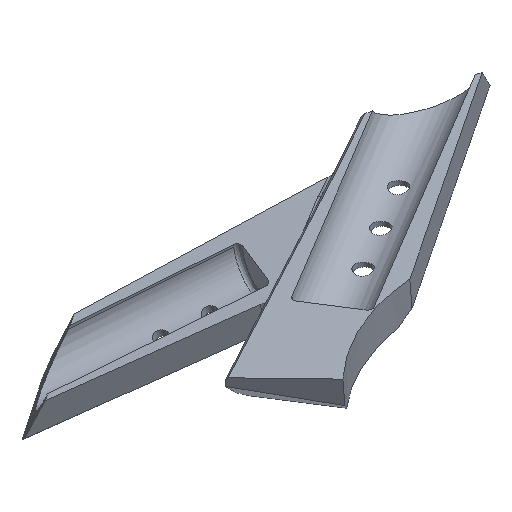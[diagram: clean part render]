
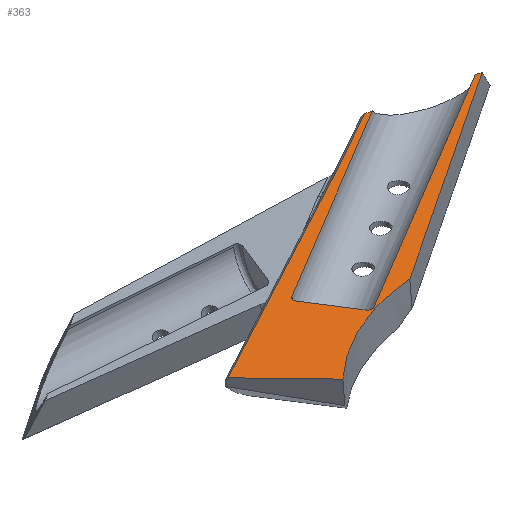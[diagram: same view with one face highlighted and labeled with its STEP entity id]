
A CAD part, isometric view. The second image highlights one B-rep face of the part: STEP entity #363.
In plain terms, the highlighted planar face has unit normal (-0.08, 0, 0.997).
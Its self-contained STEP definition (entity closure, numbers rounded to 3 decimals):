
#16 = VECTOR ( 'NONE', #3586, 1000. ) ;
#89 = CARTESIAN_POINT ( 'NONE',  ( -721.545, 599.648, 135.22 ) ) ;
#90 = FACE_OUTER_BOUND ( 'NONE', #2849, .T. ) ;
#138 = CARTESIAN_POINT ( 'NONE',  ( -484.914, 730.141, 154.232 ) ) ;
#326 = AXIS2_PLACEMENT_3D ( 'NONE', #2297, #2287, #2282 ) ;
#345 = VECTOR ( 'NONE', #609, 1000. ) ;
#353 = CARTESIAN_POINT ( 'NONE',  ( -792.647, 499.788, 129.508 ) ) ;
#363 = ADVANCED_FACE ( 'NONE', ( #90 ), #2337, .T. ) ;
#417 = CARTESIAN_POINT ( 'NONE',  ( -819.317, 499.869, 127.365 ) ) ;
#510 = CARTESIAN_POINT ( 'NONE',  ( -896.462, 511.507, 121.167 ) ) ;
#517 = CARTESIAN_POINT ( 'NONE',  ( -792.647, 499.788, 129.508 ) ) ;
#525 = CARTESIAN_POINT ( 'NONE',  ( -844.069, 490.024, 125.376 ) ) ;
#543 = DIRECTION ( 'NONE',  ( -0.943, 0.323, -0.076 ) ) ;
#559 = CARTESIAN_POINT ( 'NONE',  ( -669.069, 581.695, 139.436 ) ) ;
#562 = CARTESIAN_POINT ( 'NONE',  ( -466.039, 696.564, 155.748 ) ) ;
#609 = DIRECTION ( 'NONE',  ( -0.943, 0.323, -0.076 ) ) ;
#618 = LINE ( 'NONE', #3634, #16 ) ;
#624 = DIRECTION ( 'NONE',  ( -0.868, -0.491, -0.07 ) ) ;
#688 = LINE ( 'NONE', #1175, #345 ) ;
#693 = VERTEX_POINT ( 'NONE', #510 ) ;
#724 = VERTEX_POINT ( 'NONE', #517 ) ;
#788 = CARTESIAN_POINT ( 'NONE',  ( -760.171, 579.459, 132.117 ) ) ;
#899 = CARTESIAN_POINT ( 'NONE',  ( -721.545, 599.648, 135.22 ) ) ;
#963 = CARTESIAN_POINT ( 'NONE',  ( -717.815, 598.372, 135.52 ) ) ;
#971 = CARTESIAN_POINT ( 'NONE',  ( -863.364, 471.664, 123.826 ) ) ;
#978 = CARTESIAN_POINT ( 'NONE',  ( -817.238, 497.865, 127.532 ) ) ;
#993 = DIRECTION ( 'NONE',  ( 0.638, -0.768, 0.051 ) ) ;
#1008 = CARTESIAN_POINT ( 'NONE',  ( -896.462, 511.507, 121.167 ) ) ;
#1175 = CARTESIAN_POINT ( 'NONE',  ( -665.822, 580.584, 139.697 ) ) ;
#1207 = VERTEX_POINT ( 'NONE', #89 ) ;
#1244 = CARTESIAN_POINT ( 'NONE',  ( -836.113, 531.442, 126.015 ) ) ;
#1392 = CARTESIAN_POINT ( 'NONE',  ( -836.457, 531.247, 125.988 ) ) ;
#1419 = CARTESIAN_POINT ( 'NONE',  ( -836.76, 530.984, 125.963 ) ) ;
#1440 = CARTESIAN_POINT ( 'NONE',  ( -837.225, 530.355, 125.926 ) ) ;
#1452 = CARTESIAN_POINT ( 'NONE',  ( -837.12, 530.522, 125.935 ) ) ;
#1473 = CARTESIAN_POINT ( 'NONE',  ( -837.402, 530.003, 125.912 ) ) ;
#1518 = CARTESIAN_POINT ( 'NONE',  ( -837.472, 529.82, 125.906 ) ) ;
#1537 = CARTESIAN_POINT ( 'NONE',  ( -863.364, 471.664, 123.826 ) ) ;
#1555 = CARTESIAN_POINT ( 'NONE',  ( -837.576, 529.443, 125.898 ) ) ;
#1597 = CARTESIAN_POINT ( 'NONE',  ( -837.611, 529.246, 125.895 ) ) ;
#1679 = DIRECTION ( 'NONE',  ( 0.868, 0.491, 0.07 ) ) ;
#1737 = CARTESIAN_POINT ( 'NONE',  ( -837.639, 528.855, 125.893 ) ) ;
#1773 = CARTESIAN_POINT ( 'NONE',  ( -837.635, 528.659, 125.893 ) ) ;
#1842 = CARTESIAN_POINT ( 'NONE',  ( -665.822, 580.584, 139.697 ) ) ;
#1858 = CARTESIAN_POINT ( 'NONE',  ( -837.587, 528.269, 125.897 ) ) ;
#1872 = CARTESIAN_POINT ( 'NONE',  ( -821.314, 499.009, 127.204 ) ) ;
#1879 = VECTOR ( 'NONE', #1679, 1000. ) ;
#1908 = CARTESIAN_POINT ( 'NONE',  ( -836.113, 531.442, 126.015 ) ) ;
#1909 = VECTOR ( 'NONE', #993, 1000. ) ;
#1937 = CARTESIAN_POINT ( 'NONE',  ( -837.544, 528.075, 125.9 ) ) ;
#1955 = LINE ( 'NONE', #138, #1879 ) ;
#1961 = CARTESIAN_POINT ( 'NONE',  ( -837.422, 527.703, 125.91 ) ) ;
#1976 = CARTESIAN_POINT ( 'NONE',  ( -717.815, 598.372, 135.52 ) ) ;
#1978 = VECTOR ( 'NONE', #3648, 1000. ) ;
#2282 = DIRECTION ( 'NONE',  ( 0.997, 0., 0.08 ) ) ;
#2287 = DIRECTION ( 'NONE',  ( -0.08, 0., 0.997 ) ) ;
#2297 = CARTESIAN_POINT ( 'NONE',  ( -882.896, 465.424, 122.257 ) ) ;
#2301 = CARTESIAN_POINT ( 'NONE',  ( -837.246, 527.351, 125.924 ) ) ;
#2310 = CARTESIAN_POINT ( 'NONE',  ( -837.343, 527.524, 125.917 ) ) ;
#2337 = PLANE ( 'NONE',  #326 ) ;
#2442 = VERTEX_POINT ( 'NONE', #1872 ) ;
#2452 = CARTESIAN_POINT ( 'NONE',  ( -821.314, 499.009, 127.204 ) ) ;
#2487 = VERTEX_POINT ( 'NONE', #1976 ) ;
#2492 = VECTOR ( 'NONE', #3916, 1000. ) ;
#2502 = VERTEX_POINT ( 'NONE', #1537 ) ;
#2540 = ORIENTED_EDGE ( 'NONE', *, *, #3103, .T. ) ;
#2547 = EDGE_CURVE ( 'NONE', #693, #2502, #3557, .T. ) ;
#2554 = ORIENTED_EDGE ( 'NONE', *, *, #3082, .T. ) ;
#2561 = ORIENTED_EDGE ( 'NONE', *, *, #2547, .T. ) ;
#2562 = ORIENTED_EDGE ( 'NONE', *, *, #2937, .T. ) ;
#2585 = CARTESIAN_POINT ( 'NONE',  ( -821.12, 498.664, 127.22 ) ) ;
#2594 = CARTESIAN_POINT ( 'NONE',  ( -820.858, 498.36, 127.241 ) ) ;
#2635 = CARTESIAN_POINT ( 'NONE',  ( -820.398, 497.998, 127.278 ) ) ;
#2668 = CARTESIAN_POINT ( 'NONE',  ( -820.231, 497.892, 127.291 ) ) ;
#2671 = VERTEX_POINT ( 'NONE', #788 ) ;
#2784 = EDGE_CURVE ( 'NONE', #2502, #724, #3356, .T. ) ;
#2827 = CARTESIAN_POINT ( 'NONE',  ( -819.88, 497.713, 127.32 ) ) ;
#2833 = EDGE_CURVE ( 'NONE', #724, #3733, #2901, .T. ) ;
#2838 = CARTESIAN_POINT ( 'NONE',  ( -819.699, 497.643, 127.334 ) ) ;
#2840 = EDGE_CURVE ( 'NONE', #2442, #2939, #618, .T. ) ;
#2849 = EDGE_LOOP ( 'NONE', ( #3574, #2562, #2561, #3595, #3602, #2554, #2540, #3627, #3645, #3000, #3649, #3656 ) ) ;
#2864 = CARTESIAN_POINT ( 'NONE',  ( -819.323, 497.537, 127.364 ) ) ;
#2874 = CARTESIAN_POINT ( 'NONE',  ( -819.127, 497.503, 127.38 ) ) ;
#2882 = CARTESIAN_POINT ( 'NONE',  ( -818.737, 497.473, 127.411 ) ) ;
#2895 = VECTOR ( 'NONE', #543, 1000. ) ;
#2901 = LINE ( 'NONE', #3822, #1978 ) ;
#2903 = EDGE_CURVE ( 'NONE', #1207, #2671, #3191, .T. ) ;
#2913 = CARTESIAN_POINT ( 'NONE',  ( -818.542, 497.477, 127.427 ) ) ;
#2933 = CARTESIAN_POINT ( 'NONE',  ( -837.246, 527.351, 125.924 ) ) ;
#2937 = EDGE_CURVE ( 'NONE', #2671, #693, #3522, .T. ) ;
#2939 = VERTEX_POINT ( 'NONE', #2933 ) ;
#2949 = DIRECTION ( 'NONE',  ( -0.893, -0.445, -0.072 ) ) ;
#2978 = CARTESIAN_POINT ( 'NONE',  ( -760.171, 579.459, 132.117 ) ) ;
#3000 = ORIENTED_EDGE ( 'NONE', *, *, #3063, .T. ) ;
#3018 = LINE ( 'NONE', #562, #3610 ) ;
#3026 = EDGE_CURVE ( 'NONE', #3879, #2442, #3282, .T. ) ;
#3063 = EDGE_CURVE ( 'NONE', #2939, #3989, #3281, .T. ) ;
#3082 = EDGE_CURVE ( 'NONE', #3733, #3439, #688, .T. ) ;
#3088 = EDGE_CURVE ( 'NONE', #2487, #1207, #3514, .T. ) ;
#3103 = EDGE_CURVE ( 'NONE', #3439, #3879, #3018, .T. ) ;
#3118 = CARTESIAN_POINT ( 'NONE',  ( -818.153, 497.524, 127.458 ) ) ;
#3120 = EDGE_CURVE ( 'NONE', #3989, #2487, #1955, .T. ) ;
#3146 = CARTESIAN_POINT ( 'NONE',  ( -817.959, 497.567, 127.474 ) ) ;
#3174 = CARTESIAN_POINT ( 'NONE',  ( -817.589, 497.689, 127.504 ) ) ;
#3189 = CARTESIAN_POINT ( 'NONE',  ( -817.41, 497.768, 127.518 ) ) ;
#3191 = LINE ( 'NONE', #899, #2492 ) ;
#3281 = B_SPLINE_CURVE_WITH_KNOTS ( 'NONE', 3,
 ( #2301, #2310, #1961, #1937, #1858, #1773, #1737, #1597, #1555, #1518, #1473, #1440, #1452, #1419, #1392, #1244 ),
 .UNSPECIFIED., .F., .F.,
 ( 4, 2, 2, 2, 2, 2, 2, 4 ),
 ( 0., 0.001, 0.001, 0.002, 0.002, 0.003, 0.004, 0.005 ),
 .UNSPECIFIED. ) ;
#3282 = B_SPLINE_CURVE_WITH_KNOTS ( 'NONE', 3,
 ( #3308, #3189, #3174, #3146, #3118, #2913, #2882, #2874, #2864, #2838, #2827, #2668, #2635, #2594, #2585, #2452 ),
 .UNSPECIFIED., .F., .F.,
 ( 4, 2, 2, 2, 2, 2, 2, 4 ),
 ( 0., 0.001, 0.001, 0.002, 0.002, 0.003, 0.004, 0.005 ),
 .UNSPECIFIED. ) ;
#3308 = CARTESIAN_POINT ( 'NONE',  ( -817.238, 497.865, 127.532 ) ) ;
#3356 =( BOUNDED_CURVE ( )  B_SPLINE_CURVE ( 3, ( #971, #525, #417, #353 ),
 .UNSPECIFIED., .F., .F. ) 
 B_SPLINE_CURVE_WITH_KNOTS ( ( 4, 4 ),
 ( 0., 0.078 ),
 .UNSPECIFIED. ) 
 CURVE ( )  GEOMETRIC_REPRESENTATION_ITEM ( )  RATIONAL_B_SPLINE_CURVE ( ( 1., 0.952, 0.952, 1. ) ) 
 REPRESENTATION_ITEM ( '' )  );
#3415 = VECTOR ( 'NONE', #2949, 1000. ) ;
#3439 = VERTEX_POINT ( 'NONE', #559 ) ;
#3514 = LINE ( 'NONE', #963, #2895 ) ;
#3522 = LINE ( 'NONE', #2978, #3415 ) ;
#3557 = LINE ( 'NONE', #1008, #1909 ) ;
#3574 = ORIENTED_EDGE ( 'NONE', *, *, #2903, .T. ) ;
#3586 = DIRECTION ( 'NONE',  ( -0.49, 0.871, -0.039 ) ) ;
#3595 = ORIENTED_EDGE ( 'NONE', *, *, #2784, .T. ) ;
#3602 = ORIENTED_EDGE ( 'NONE', *, *, #2833, .T. ) ;
#3610 = VECTOR ( 'NONE', #624, 1000. ) ;
#3627 = ORIENTED_EDGE ( 'NONE', *, *, #3026, .T. ) ;
#3634 = CARTESIAN_POINT ( 'NONE',  ( -821.314, 499.009, 127.204 ) ) ;
#3645 = ORIENTED_EDGE ( 'NONE', *, *, #2840, .T. ) ;
#3648 = DIRECTION ( 'NONE',  ( 0.841, 0.536, 0.068 ) ) ;
#3649 = ORIENTED_EDGE ( 'NONE', *, *, #3120, .T. ) ;
#3656 = ORIENTED_EDGE ( 'NONE', *, *, #3088, .T. ) ;
#3733 = VERTEX_POINT ( 'NONE', #1842 ) ;
#3822 = CARTESIAN_POINT ( 'NONE',  ( -792.647, 499.788, 129.508 ) ) ;
#3879 = VERTEX_POINT ( 'NONE', #978 ) ;
#3916 = DIRECTION ( 'NONE',  ( -0.884, -0.462, -0.071 ) ) ;
#3989 = VERTEX_POINT ( 'NONE', #1908 ) ;
